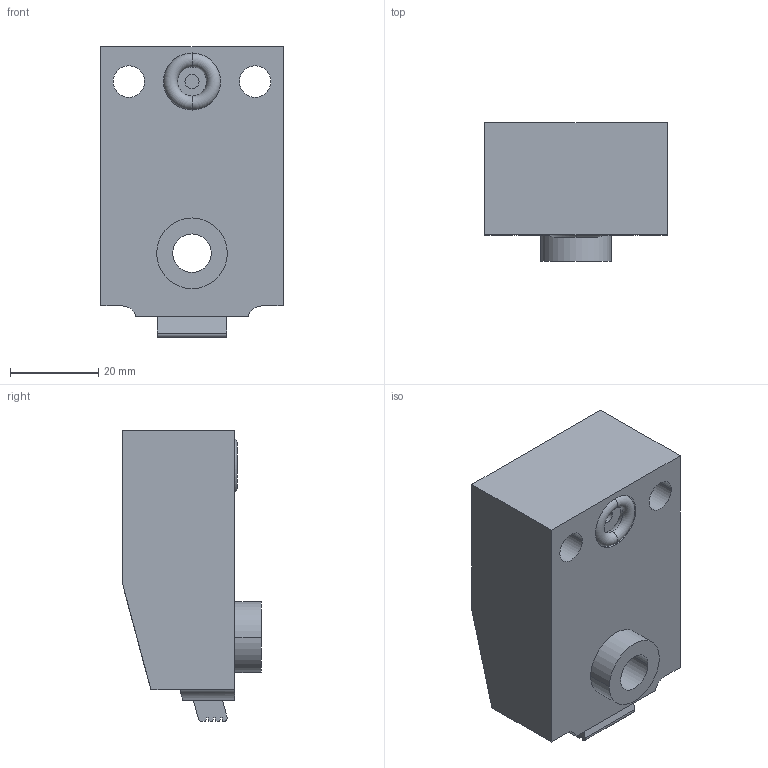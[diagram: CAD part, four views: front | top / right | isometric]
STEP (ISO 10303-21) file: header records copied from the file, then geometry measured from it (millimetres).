
FILE_DESCRIPTION((''),'2;1');
FILE_NAME('ILCM41531000','2006-06-27T',('KR'),(''),'PRO/ENGINEER BY PARAMETRIC TECHNOLOGY CORPORATION, 2004290','PRO/ENGINEER BY PARAMETRIC TECHNOLOGY CORPORATION, 2004290','');
FILE_SCHEMA(('AUTOMOTIVE_DESIGN_CC2 { 1 2 10303 214 -1 1 5 2 }'));
Length unit declared in the file: millimetre
Products named in the file (1): ILCM41531000
Bounding box: 41.27 x 31.37 x 65.89 mm (x, y, z)
Volume: 56029.3 mm3; surface area: 12541 mm2
Topology: 2 solids, 2 shells, 61 faces, 151 edges, 100 vertices
Faces by surface type: plane 33, cylinder 24, torus 4
Entity records: 2755 total; most frequent: CARTESIAN_POINT 412, DIRECTION 311, ORIENTED_EDGE 302, PRESENTATION_STYLE_ASSIGNMENT 176, STYLED_ITEM 153, CURVE_STYLE 151, EDGE_CURVE 151, AXIS2_PLACEMENT_3D 109
